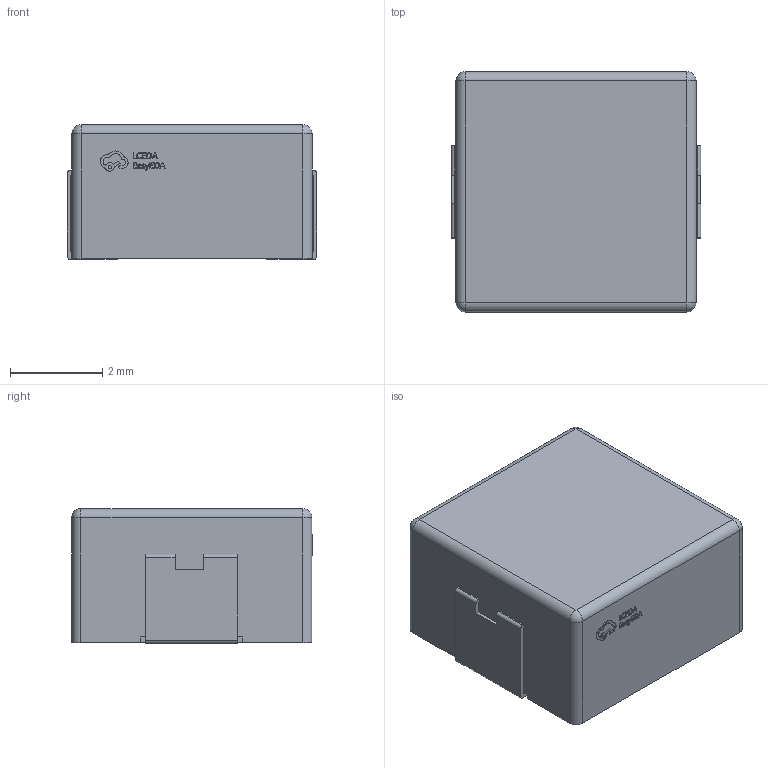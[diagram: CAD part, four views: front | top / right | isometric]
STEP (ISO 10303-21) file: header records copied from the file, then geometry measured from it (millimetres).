
FILE_DESCRIPTION (( 'STEP AP203' ), '1' );
FILE_NAME ('YSPI0530.STEP', '2025-05-21T04:00:11', ( '' ), ( '' ), 'SwSTEP 2.0', 'SolidWorks 2022', '' );
FILE_SCHEMA (( 'CONFIG_CONTROL_DESIGN' ));
Length unit declared in the file: millimetre
Products named in the file (4): YSPI0530(2)^YSPI0530; YSPI0530; IND-SMD_L5.2-W5.2_YSPI0530~IND-SMD_L5.2-W5.2_YSPI0530~ZCxm^U1~IND-SMD_L5.2-W5.2_YSPI0530~IND-SMD_L5.2-W5.2_YSPI0530~ZCxm_YSPI0530(2)_YSPI0530; U1~IND-SMD_L5.2-W5.2_YSPI0530~IND-SMD_L5.2-W5.2_YSPI0530~ZCxm^YSPI0530(2)_YSPI0530
Assembly tree (3 placements, depth 4):
  YSPI0530
    YSPI0530(2)^YSPI0530
      U1~IND-SMD_L5.2-W5.2_YSPI0530~IND-SMD_L5.2-W5.2_YSPI0530~ZCxm^YSPI0530(2)_YSPI0530
        IND-SMD_L5.2-W5.2_YSPI0530~IND-SMD_L5.2-W5.2_YSPI0530~ZCxm^U1~IND-SMD_L5.2-W5.2_YSPI0530~IND-SMD_L5.2-W5.2_YSPI0530~ZCxm_YSPI0530(2)_YSPI0530
Bounding box: 5.4 x 5.21 x 2.92 mm (x, y, z)
Volume: 78.5 mm3; surface area: 136.8 mm2
Topology: 1 solids, 1 shells, 350 faces, 958 edges, 632 vertices
Faces by surface type: plane 212, bspline 114, cylinder 20, sphere 4
Entity records: 12828 total; most frequent: CARTESIAN_POINT 4306, ORIENTED_EDGE 1908, DIRECTION 1250, EDGE_CURVE 954, LINE 682, VECTOR 682, VERTEX_POINT 632, EDGE_LOOP 380
